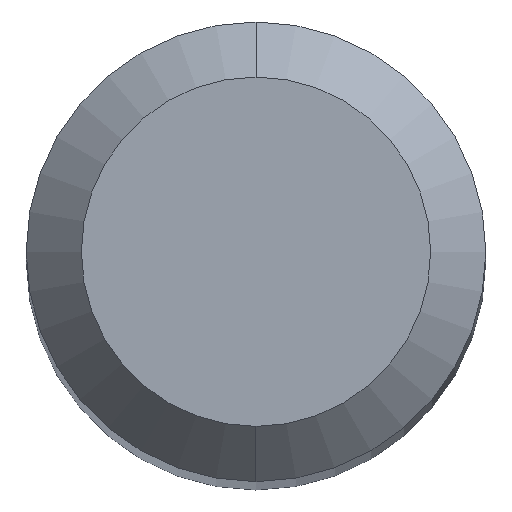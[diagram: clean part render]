
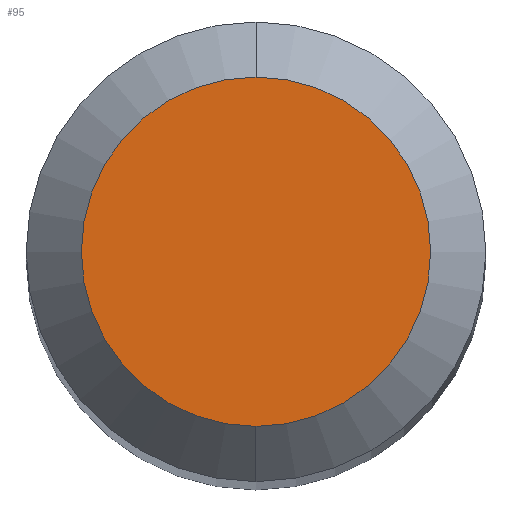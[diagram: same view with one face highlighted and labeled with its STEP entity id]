
A CAD part, top view. The second image highlights one B-rep face of the part: STEP entity #95.
In plain terms, the highlighted planar face has unit normal (0, 0, 1).
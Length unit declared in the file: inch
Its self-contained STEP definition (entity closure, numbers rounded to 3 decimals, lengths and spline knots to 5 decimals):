
#4 = DIRECTION ( 'NONE',  ( 0., -1., 0. ) ) ;
#10 = FACE_OUTER_BOUND ( 'NONE', #170, .T. ) ;
#22 = DIRECTION ( 'NONE',  ( 0., 0., -1. ) ) ;
#27 = VERTEX_POINT ( 'NONE', #135 ) ;
#68 = DIRECTION ( 'NONE',  ( 0., -1., 0. ) ) ;
#87 = CARTESIAN_POINT ( 'NONE',  ( 0., -0.0475, 0. ) ) ;
#93 = AXIS2_PLACEMENT_3D ( 'NONE', #191, #22, #194 ) ;
#95 = ADVANCED_FACE ( 'NONE', ( #10 ), #321, .F. ) ;
#100 = ORIENTED_EDGE ( 'NONE', *, *, #217, .T. ) ;
#119 = ORIENTED_EDGE ( 'NONE', *, *, #330, .T. ) ;
#135 = CARTESIAN_POINT ( 'NONE',  ( 0., 0.0475, 0. ) ) ;
#170 = EDGE_LOOP ( 'NONE', ( #100, #119 ) ) ;
#191 = CARTESIAN_POINT ( 'NONE',  ( 0., 0.0475, 0. ) ) ;
#194 = DIRECTION ( 'NONE',  ( 0., 1., 0. ) ) ;
#197 = CARTESIAN_POINT ( 'NONE',  ( 0., 0., 0. ) ) ;
#217 = EDGE_CURVE ( 'NONE', #27, #261, #232, .T. ) ;
#218 = AXIS2_PLACEMENT_3D ( 'NONE', #354, #361, #4 ) ;
#232 = CIRCLE ( 'NONE', #526, 0.0475 ) ;
#261 = VERTEX_POINT ( 'NONE', #87 ) ;
#321 = PLANE ( 'NONE',  #93 ) ;
#330 = EDGE_CURVE ( 'NONE', #261, #27, #371, .T. ) ;
#354 = CARTESIAN_POINT ( 'NONE',  ( 0., 0., 0. ) ) ;
#361 = DIRECTION ( 'NONE',  ( 0., 0., 1. ) ) ;
#371 = CIRCLE ( 'NONE', #218, 0.0475 ) ;
#465 = DIRECTION ( 'NONE',  ( 0., 0., 1. ) ) ;
#526 = AXIS2_PLACEMENT_3D ( 'NONE', #197, #465, #68 ) ;
